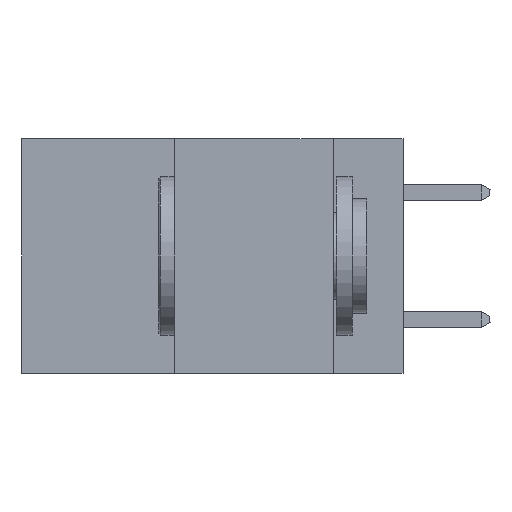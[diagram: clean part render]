
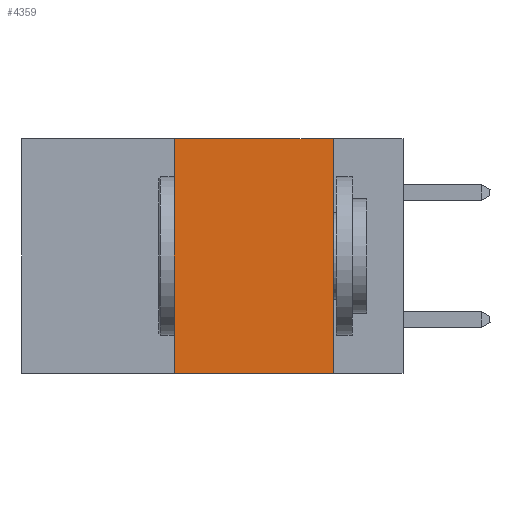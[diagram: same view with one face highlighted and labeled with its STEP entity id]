
A CAD part, left-side view. The second image highlights one B-rep face of the part: STEP entity #4359.
In plain terms, the highlighted planar face has unit normal (-1, 0, 0).
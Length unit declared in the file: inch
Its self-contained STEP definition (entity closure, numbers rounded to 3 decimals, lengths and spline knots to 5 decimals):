
#108 = ORIENTED_EDGE ( 'NONE', *, *, #12024, .F. ) ;
#759 = PLANE ( 'NONE',  #1229 ) ;
#833 = DIRECTION ( 'NONE',  ( 0., 0., -1. ) ) ;
#914 = DIRECTION ( 'NONE',  ( 0., -1., 0. ) ) ;
#1137 = EDGE_LOOP ( 'NONE', ( #9815, #12176, #108, #5396 ) ) ;
#1229 = AXIS2_PLACEMENT_3D ( 'NONE', #11277, #1722, #8559 ) ;
#1722 = DIRECTION ( 'NONE',  ( 1., 0., 0. ) ) ;
#1798 = LINE ( 'NONE', #6806, #11943 ) ;
#3464 = CARTESIAN_POINT ( 'NONE',  ( 0., 0.36, 0. ) ) ;
#3566 = VECTOR ( 'NONE', #6307, 39.37008 ) ;
#3731 = VERTEX_POINT ( 'NONE', #9655 ) ;
#4032 = VECTOR ( 'NONE', #833, 39.37008 ) ;
#4359 = ADVANCED_FACE ( 'NONE', ( #10414 ), #759, .F. ) ;
#4413 = EDGE_CURVE ( 'NONE', #5750, #10252, #1798, .T. ) ;
#4903 = CARTESIAN_POINT ( 'NONE',  ( 0., 0.11, 0. ) ) ;
#5396 = ORIENTED_EDGE ( 'NONE', *, *, #8649, .T. ) ;
#5750 = VERTEX_POINT ( 'NONE', #6243 ) ;
#6050 = VECTOR ( 'NONE', #9251, 39.37008 ) ;
#6116 = LINE ( 'NONE', #3464, #3566 ) ;
#6243 = CARTESIAN_POINT ( 'NONE',  ( 0., 0.36, 0. ) ) ;
#6307 = DIRECTION ( 'NONE',  ( 0., 0., 1. ) ) ;
#6340 = LINE ( 'NONE', #8294, #6050 ) ;
#6806 = CARTESIAN_POINT ( 'NONE',  ( 0., 0.6, 0. ) ) ;
#6842 = LINE ( 'NONE', #4903, #4032 ) ;
#7421 = VERTEX_POINT ( 'NONE', #9858 ) ;
#8294 = CARTESIAN_POINT ( 'NONE',  ( 0., 0.6, -0.37 ) ) ;
#8559 = DIRECTION ( 'NONE',  ( 0., 0., -1. ) ) ;
#8649 = EDGE_CURVE ( 'NONE', #3731, #7421, #6340, .T. ) ;
#9251 = DIRECTION ( 'NONE',  ( 0., -1., 0. ) ) ;
#9655 = CARTESIAN_POINT ( 'NONE',  ( 0., 0.36, -0.37 ) ) ;
#9815 = ORIENTED_EDGE ( 'NONE', *, *, #12238, .F. ) ;
#9858 = CARTESIAN_POINT ( 'NONE',  ( 0., 0.11, -0.37 ) ) ;
#9987 = CARTESIAN_POINT ( 'NONE',  ( 0., 0.11, 0. ) ) ;
#10252 = VERTEX_POINT ( 'NONE', #9987 ) ;
#10414 = FACE_OUTER_BOUND ( 'NONE', #1137, .T. ) ;
#11277 = CARTESIAN_POINT ( 'NONE',  ( 0., 0.6, 0. ) ) ;
#11943 = VECTOR ( 'NONE', #914, 39.37008 ) ;
#12024 = EDGE_CURVE ( 'NONE', #3731, #5750, #6116, .T. ) ;
#12176 = ORIENTED_EDGE ( 'NONE', *, *, #4413, .F. ) ;
#12238 = EDGE_CURVE ( 'NONE', #10252, #7421, #6842, .T. ) ;
